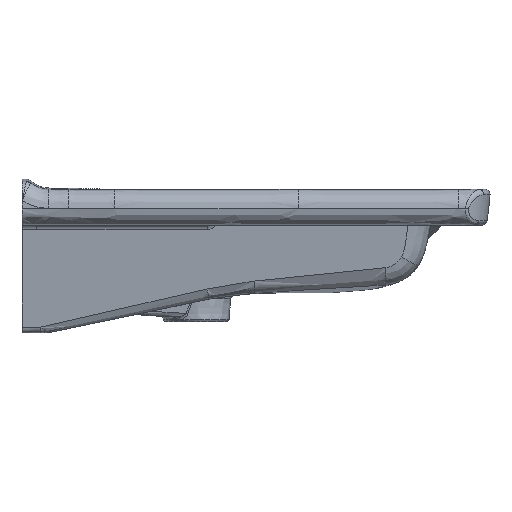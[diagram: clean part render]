
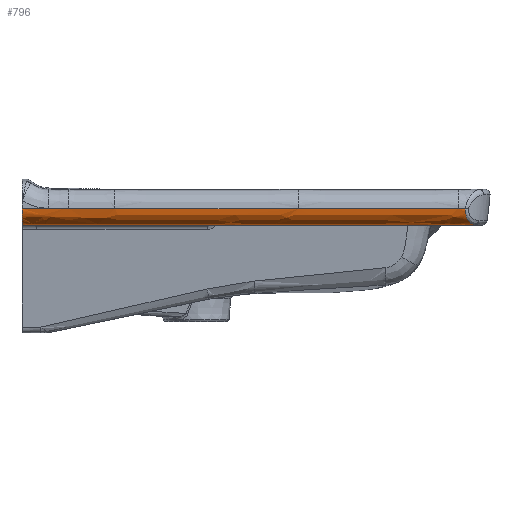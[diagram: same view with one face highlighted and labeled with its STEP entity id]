
A CAD part, left-side view. The second image highlights one B-rep face of the part: STEP entity #796.
In plain terms, the highlighted free-form (B-spline) face has degree [3, 2] with [4, 3] control points.
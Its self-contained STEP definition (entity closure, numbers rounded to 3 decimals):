
#372=(
BOUNDED_SURFACE()
B_SPLINE_SURFACE(3,2,((#42849,#42850,#42851),(#42852,#42853,#42854),(#42855,
#42856,#42857),(#42858,#42859,#42860)),.UNSPECIFIED.,.F.,.F.,.F.)
B_SPLINE_SURFACE_WITH_KNOTS((4,4),(3,3),(0.,1.),(0.,1.),.UNSPECIFIED.)
GEOMETRIC_REPRESENTATION_ITEM()
RATIONAL_B_SPLINE_SURFACE(((1.,0.718,1.),(1.,0.718,
1.),(1.,0.718,1.),(1.,0.718,1.)))
REPRESENTATION_ITEM('')
SURFACE()
);
#796=ADVANCED_FACE('',(#1318),#372,.T.);
#1318=FACE_OUTER_BOUND('',#1740,.T.);
#1740=EDGE_LOOP('',(#3238,#3239,#3240,#3241,#3242,#3243,#3244,#3245,#3246,
#3247,#3248));
#3238=ORIENTED_EDGE('',*,*,#6986,.F.);
#3239=ORIENTED_EDGE('',*,*,#6964,.T.);
#3240=ORIENTED_EDGE('',*,*,#6971,.T.);
#3241=ORIENTED_EDGE('',*,*,#6987,.F.);
#3242=ORIENTED_EDGE('',*,*,#6988,.F.);
#3243=ORIENTED_EDGE('',*,*,#6989,.F.);
#3244=ORIENTED_EDGE('',*,*,#6990,.F.);
#3245=ORIENTED_EDGE('',*,*,#6991,.F.);
#3246=ORIENTED_EDGE('',*,*,#6992,.F.);
#3247=ORIENTED_EDGE('',*,*,#6993,.F.);
#3248=ORIENTED_EDGE('',*,*,#6873,.F.);
#5151=VERTEX_POINT('',#41590);
#5152=VERTEX_POINT('',#41592);
#5210=VERTEX_POINT('',#42518);
#5212=VERTEX_POINT('',#42530);
#5216=VERTEX_POINT('',#42628);
#5227=VERTEX_POINT('',#42806);
#5228=VERTEX_POINT('',#42811);
#5229=VERTEX_POINT('',#42816);
#5230=VERTEX_POINT('',#42824);
#5231=VERTEX_POINT('',#42832);
#5232=VERTEX_POINT('',#42840);
#6873=EDGE_CURVE('',#5152,#5151,#8481,.T.);
#6964=EDGE_CURVE('',#5212,#5210,#8537,.T.);
#6971=EDGE_CURVE('',#5210,#5216,#8542,.T.);
#6986=EDGE_CURVE('',#5212,#5152,#8554,.T.);
#6987=EDGE_CURVE('',#5227,#5216,#8555,.T.);
#6988=EDGE_CURVE('',#5228,#5227,#8556,.T.);
#6989=EDGE_CURVE('',#5229,#5228,#8557,.T.);
#6990=EDGE_CURVE('',#5230,#5229,#8558,.T.);
#6991=EDGE_CURVE('',#5231,#5230,#8559,.T.);
#6992=EDGE_CURVE('',#5232,#5231,#8560,.T.);
#6993=EDGE_CURVE('',#5151,#5232,#8561,.T.);
#8481=B_SPLINE_CURVE_WITH_KNOTS('',3,(#41593,#41594,#41595,#41596),
 .UNSPECIFIED.,.F.,.F.,(4,4),(0.,1.),.UNSPECIFIED.);
#8537=B_SPLINE_CURVE_WITH_KNOTS('',3,(#42520,#42521,#42522,#42523,#42524,
#42525,#42526,#42527,#42528,#42529),.UNSPECIFIED.,.F.,.F.,(4,2,2,2,4),(0.,
0.25,0.5,0.75,1.),.UNSPECIFIED.);
#8542=B_SPLINE_CURVE_WITH_KNOTS('',3,(#42630,#42631,#42632,#42633),
 .UNSPECIFIED.,.F.,.F.,(4,4),(0.,1.),.UNSPECIFIED.);
#8554=B_SPLINE_CURVE_WITH_KNOTS('',3,(#42798,#42799,#42800,#42801),
 .UNSPECIFIED.,.F.,.F.,(4,4),(0.,1.),.UNSPECIFIED.);
#8555=B_SPLINE_CURVE_WITH_KNOTS('',3,(#42802,#42803,#42804,#42805),
 .UNSPECIFIED.,.F.,.F.,(4,4),(0.,1.),.UNSPECIFIED.);
#8556=B_SPLINE_CURVE_WITH_KNOTS('',3,(#42807,#42808,#42809,#42810),
 .UNSPECIFIED.,.F.,.F.,(4,4),(0.,1.),.UNSPECIFIED.);
#8557=B_SPLINE_CURVE_WITH_KNOTS('',3,(#42812,#42813,#42814,#42815),
 .UNSPECIFIED.,.F.,.F.,(4,4),(0.,1.),.UNSPECIFIED.);
#8558=B_SPLINE_CURVE_WITH_KNOTS('',3,(#42817,#42818,#42819,#42820,#42821,
#42822,#42823),.UNSPECIFIED.,.F.,.F.,(4,3,4),(0.,0.736,1.),
 .UNSPECIFIED.);
#8559=B_SPLINE_CURVE_WITH_KNOTS('',3,(#42825,#42826,#42827,#42828,#42829,
#42830,#42831),.UNSPECIFIED.,.F.,.F.,(4,3,4),(0.,0.18,1.),
 .UNSPECIFIED.);
#8560=B_SPLINE_CURVE_WITH_KNOTS('',3,(#42833,#42834,#42835,#42836,#42837,
#42838,#42839),.UNSPECIFIED.,.F.,.F.,(4,3,4),(0.,0.808,1.),
 .UNSPECIFIED.);
#8561=B_SPLINE_CURVE_WITH_KNOTS('',3,(#42841,#42842,#42843,#42844,#42845,
#42846,#42847,#42848),.UNSPECIFIED.,.F.,.F.,(4,2,2,4),(0.,0.25,
0.5,1.),.UNSPECIFIED.);
#41590=CARTESIAN_POINT('',(-278.898,0.,-42.));
#41592=CARTESIAN_POINT('',(-279.387,-481.229,-42.));
#41593=CARTESIAN_POINT('',(-279.387,-481.229,-42.));
#41594=CARTESIAN_POINT('',(-280.416,-320.821,-42.));
#41595=CARTESIAN_POINT('',(-280.253,-160.407,-42.));
#41596=CARTESIAN_POINT('',(-278.898,0.,-42.));
#42518=CARTESIAN_POINT('',(-299.097,-520.752,-22.718));
#42520=CARTESIAN_POINT('',(-279.027,-531.407,-42.));
#42521=CARTESIAN_POINT('',(-281.545,-530.244,-42.));
#42522=CARTESIAN_POINT('',(-283.947,-529.038,-41.544));
#42523=CARTESIAN_POINT('',(-288.538,-526.559,-39.784));
#42524=CARTESIAN_POINT('',(-290.651,-525.322,-38.498));
#42525=CARTESIAN_POINT('',(-294.357,-523.057,-35.159));
#42526=CARTESIAN_POINT('',(-295.971,-522.021,-33.073));
#42527=CARTESIAN_POINT('',(-298.306,-520.714,-28.225));
#42528=CARTESIAN_POINT('',(-299.,-520.472,-25.487));
#42529=CARTESIAN_POINT('',(-299.097,-520.752,-22.718));
#42530=CARTESIAN_POINT('',(-279.027,-531.407,-42.));
#42628=CARTESIAN_POINT('',(-299.098,-520.744,-22.718));
#42630=CARTESIAN_POINT('',(-299.097,-520.752,-22.718));
#42631=CARTESIAN_POINT('',(-299.097,-520.749,-22.718));
#42632=CARTESIAN_POINT('',(-299.097,-520.747,-22.718));
#42633=CARTESIAN_POINT('',(-299.098,-520.744,-22.718));
#42798=CARTESIAN_POINT('',(-279.027,-531.407,-42.));
#42799=CARTESIAN_POINT('',(-279.16,-514.681,-42.));
#42800=CARTESIAN_POINT('',(-279.28,-497.955,-42.));
#42801=CARTESIAN_POINT('',(-279.387,-481.229,-42.));
#42802=CARTESIAN_POINT('',(-299.16,-512.375,-22.726));
#42803=CARTESIAN_POINT('',(-299.139,-515.165,-22.726));
#42804=CARTESIAN_POINT('',(-299.119,-517.954,-22.723));
#42805=CARTESIAN_POINT('',(-299.098,-520.744,-22.718));
#42806=CARTESIAN_POINT('',(-299.16,-512.375,-22.726));
#42807=CARTESIAN_POINT('',(-300.001,-324.196,-22.726));
#42808=CARTESIAN_POINT('',(-299.903,-386.923,-22.728));
#42809=CARTESIAN_POINT('',(-299.622,-449.65,-22.729));
#42810=CARTESIAN_POINT('',(-299.16,-512.375,-22.726));
#42811=CARTESIAN_POINT('',(-300.001,-324.196,-22.726));
#42812=CARTESIAN_POINT('',(-299.623,-109.101,-22.725));
#42813=CARTESIAN_POINT('',(-299.987,-180.799,-22.723));
#42814=CARTESIAN_POINT('',(-300.113,-252.498,-22.723));
#42815=CARTESIAN_POINT('',(-300.001,-324.196,-22.726));
#42816=CARTESIAN_POINT('',(-299.623,-109.101,-22.725));
#42817=CARTESIAN_POINT('',(-299.304,-54.761,-22.653));
#42818=CARTESIAN_POINT('',(-299.392,-68.094,-22.716));
#42819=CARTESIAN_POINT('',(-299.473,-81.428,-22.732));
#42820=CARTESIAN_POINT('',(-299.547,-94.761,-22.727));
#42821=CARTESIAN_POINT('',(-299.574,-99.541,-22.726));
#42822=CARTESIAN_POINT('',(-299.599,-104.321,-22.725));
#42823=CARTESIAN_POINT('',(-299.623,-109.101,-22.725));
#42824=CARTESIAN_POINT('',(-299.304,-54.761,-22.653));
#42825=CARTESIAN_POINT('',(-299.269,-49.509,-22.628));
#42826=CARTESIAN_POINT('',(-299.271,-49.825,-22.63));
#42827=CARTESIAN_POINT('',(-299.274,-50.141,-22.631));
#42828=CARTESIAN_POINT('',(-299.276,-50.457,-22.633));
#42829=CARTESIAN_POINT('',(-299.285,-51.892,-22.639));
#42830=CARTESIAN_POINT('',(-299.295,-53.326,-22.646));
#42831=CARTESIAN_POINT('',(-299.304,-54.761,-22.653));
#42832=CARTESIAN_POINT('',(-299.269,-49.509,-22.628));
#42833=CARTESIAN_POINT('',(-298.889,0.,-22.628));
#42834=CARTESIAN_POINT('',(-299.002,-13.333,-22.628));
#42835=CARTESIAN_POINT('',(-299.106,-26.666,-22.628));
#42836=CARTESIAN_POINT('',(-299.202,-39.999,-22.628));
#42837=CARTESIAN_POINT('',(-299.225,-43.169,-22.628));
#42838=CARTESIAN_POINT('',(-299.247,-46.339,-22.628));
#42839=CARTESIAN_POINT('',(-299.269,-49.509,-22.628));
#42840=CARTESIAN_POINT('',(-298.889,0.,-22.628));
#42841=CARTESIAN_POINT('',(-278.898,0.,-42.));
#42842=CARTESIAN_POINT('',(-281.487,0.,-42.));
#42843=CARTESIAN_POINT('',(-284.024,0.,-41.502));
#42844=CARTESIAN_POINT('',(-288.789,0.,-39.573));
#42845=CARTESIAN_POINT('',(-290.974,0.,-38.147));
#42846=CARTESIAN_POINT('',(-296.488,0.,-32.808));
#42847=CARTESIAN_POINT('',(-298.727,0.,-27.802));
#42848=CARTESIAN_POINT('',(-298.889,0.,-22.628));
#42849=CARTESIAN_POINT('',(-298.991,-534.757,-22.628));
#42850=CARTESIAN_POINT('',(-298.382,-534.752,-42.));
#42851=CARTESIAN_POINT('',(-279.001,-534.595,-42.));
#42852=CARTESIAN_POINT('',(-300.437,-355.394,-22.628));
#42853=CARTESIAN_POINT('',(-299.828,-355.392,-42.));
#42854=CARTESIAN_POINT('',(-280.446,-355.342,-42.));
#42855=CARTESIAN_POINT('',(-300.375,-176.01,-22.628));
#42856=CARTESIAN_POINT('',(-299.766,-176.012,-42.));
#42857=CARTESIAN_POINT('',(-280.385,-176.073,-42.));
#42858=CARTESIAN_POINT('',(-298.861,3.357,-22.628));
#42859=CARTESIAN_POINT('',(-298.252,3.352,-42.));
#42860=CARTESIAN_POINT('',(-278.871,3.188,-42.));
